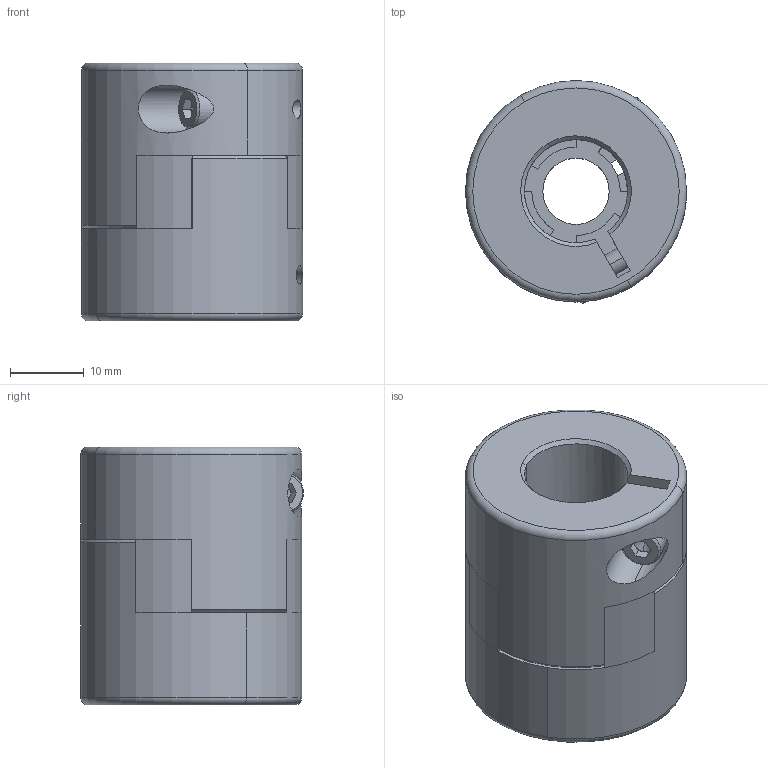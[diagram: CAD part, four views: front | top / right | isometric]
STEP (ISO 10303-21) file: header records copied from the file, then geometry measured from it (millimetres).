
FILE_DESCRIPTION (( 'STEP AP203' ), '1' );
FILE_NAME ('AL- SC201214.STEP', '2024-11-26T09:43:55', ( '' ), ( '' ), 'SwSTEP 2.0', 'SolidWorks 2021', '' );
FILE_SCHEMA (( 'CONFIG_CONTROL_DESIGN' ));
Length unit declared in the file: millimetre
Products named in the file (5): ïîëóìóôòà2_Valor predeterminado; AL- SC201214; 儰齕_Valor predeterminado; Parafuso allen M3x10_B18.3.1M - 3 x 0.5 x 10 Hex SHCS -- 10CHX; ïîëóìóôòà1_Valor predeterminado
Assembly tree (5 placements, depth 2):
  AL- SC201214
    儰齕_Valor predeterminado
    ïîëóìóôòà1_Valor predeterminado
    ïîëóìóôòà2_Valor predeterminado
    Parafuso allen M3x10_B18.3.1M - 3 x 0.5 x 10 Hex SHCS -- 10CHX  x2
Bounding box: 30 x 30.23 x 35 mm (x, y, z)
Volume: 19988.4 mm3; surface area: 10352.5 mm2
Topology: 5 solids, 5 shells, 186 faces, 434 edges, 272 vertices
Faces by surface type: plane 80, cylinder 66, torus 20, cone 20
Entity records: 5377 total; most frequent: CARTESIAN_POINT 992, DIRECTION 882, ORIENTED_EDGE 748, EDGE_CURVE 374, AXIS2_PLACEMENT_3D 353, VERTEX_POINT 239, EDGE_LOOP 189, CIRCLE 186
